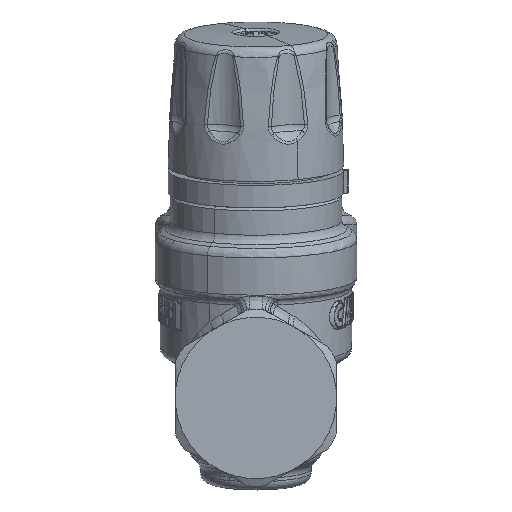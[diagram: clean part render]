
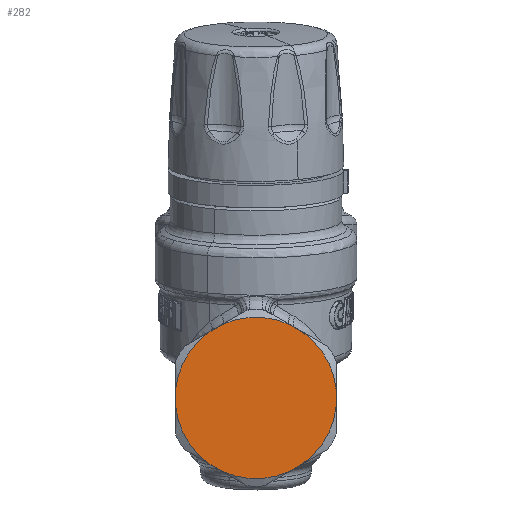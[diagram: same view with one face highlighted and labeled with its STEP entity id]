
A CAD part, front view. The second image highlights one B-rep face of the part: STEP entity #282.
In plain terms, the highlighted planar face has unit normal (0, -1, 0).
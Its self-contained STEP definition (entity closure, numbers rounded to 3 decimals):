
#179=CARTESIAN_POINT('Axis2P3D Location',(0.017,-77.611,24.887)) ;
#184=CARTESIAN_POINT('Axis2P3D Location',(0.017,-77.611,24.887)) ;
#188=CARTESIAN_POINT('Vertex',(15.942,-77.611,26.435)) ;
#190=CARTESIAN_POINT('Vertex',(9.32,-77.611,37.905)) ;
#193=CARTESIAN_POINT('Line Origine',(7.979,-77.611,38.679)) ;
#197=CARTESIAN_POINT('Vertex',(6.639,-77.611,39.452)) ;
#200=CARTESIAN_POINT('Axis2P3D Location',(0.017,-77.611,24.887)) ;
#204=CARTESIAN_POINT('Vertex',(-6.605,-77.611,39.452)) ;
#207=CARTESIAN_POINT('Line Origine',(-7.946,-77.611,38.679)) ;
#211=CARTESIAN_POINT('Vertex',(-9.286,-77.611,37.905)) ;
#214=CARTESIAN_POINT('Axis2P3D Location',(0.017,-77.611,24.887)) ;
#218=CARTESIAN_POINT('Vertex',(-15.908,-77.611,26.435)) ;
#221=CARTESIAN_POINT('Line Origine',(-15.908,-77.611,24.887)) ;
#225=CARTESIAN_POINT('Vertex',(-15.908,-77.611,23.34)) ;
#228=CARTESIAN_POINT('Axis2P3D Location',(0.017,-77.611,24.887)) ;
#232=CARTESIAN_POINT('Vertex',(-9.286,-77.611,11.869)) ;
#235=CARTESIAN_POINT('Line Origine',(-7.946,-77.611,11.096)) ;
#239=CARTESIAN_POINT('Vertex',(-6.605,-77.611,10.322)) ;
#242=CARTESIAN_POINT('Axis2P3D Location',(0.017,-77.611,24.887)) ;
#246=CARTESIAN_POINT('Vertex',(6.639,-77.611,10.322)) ;
#249=CARTESIAN_POINT('Line Origine',(7.979,-77.611,11.096)) ;
#253=CARTESIAN_POINT('Vertex',(9.32,-77.611,11.869)) ;
#256=CARTESIAN_POINT('Axis2P3D Location',(0.017,-77.611,24.887)) ;
#260=CARTESIAN_POINT('Vertex',(15.942,-77.611,23.34)) ;
#263=CARTESIAN_POINT('Line Origine',(15.942,-77.611,24.887)) ;
#180=DIRECTION('Axis2P3D Direction',(0.,1.,0.)) ;
#181=DIRECTION('Axis2P3D XDirection',(1.,-0.,0.)) ;
#185=DIRECTION('Axis2P3D Direction',(0.,1.,0.)) ;
#194=DIRECTION('Vector Direction',(0.866,0.,-0.5)) ;
#201=DIRECTION('Axis2P3D Direction',(0.,1.,0.)) ;
#208=DIRECTION('Vector Direction',(-0.866,0.,-0.5)) ;
#215=DIRECTION('Axis2P3D Direction',(0.,1.,0.)) ;
#222=DIRECTION('Vector Direction',(0.,0.,-1.)) ;
#229=DIRECTION('Axis2P3D Direction',(0.,1.,0.)) ;
#236=DIRECTION('Vector Direction',(-0.866,0.,0.5)) ;
#243=DIRECTION('Axis2P3D Direction',(0.,1.,0.)) ;
#250=DIRECTION('Vector Direction',(0.866,0.,0.5)) ;
#257=DIRECTION('Axis2P3D Direction',(0.,1.,0.)) ;
#264=DIRECTION('Vector Direction',(0.,0.,1.)) ;
#182=AXIS2_PLACEMENT_3D('Plane Axis2P3D',#179,#180,#181) ;
#186=AXIS2_PLACEMENT_3D('Circle Axis2P3D',#184,#185,$) ;
#202=AXIS2_PLACEMENT_3D('Circle Axis2P3D',#200,#201,$) ;
#216=AXIS2_PLACEMENT_3D('Circle Axis2P3D',#214,#215,$) ;
#230=AXIS2_PLACEMENT_3D('Circle Axis2P3D',#228,#229,$) ;
#244=AXIS2_PLACEMENT_3D('Circle Axis2P3D',#242,#243,$) ;
#258=AXIS2_PLACEMENT_3D('Circle Axis2P3D',#256,#257,$) ;
#269=ORIENTED_EDGE('',*,*,#192,.T.) ;
#270=ORIENTED_EDGE('',*,*,#199,.F.) ;
#271=ORIENTED_EDGE('',*,*,#206,.T.) ;
#272=ORIENTED_EDGE('',*,*,#213,.T.) ;
#273=ORIENTED_EDGE('',*,*,#220,.T.) ;
#274=ORIENTED_EDGE('',*,*,#227,.T.) ;
#275=ORIENTED_EDGE('',*,*,#234,.T.) ;
#276=ORIENTED_EDGE('',*,*,#241,.F.) ;
#277=ORIENTED_EDGE('',*,*,#248,.T.) ;
#278=ORIENTED_EDGE('',*,*,#255,.T.) ;
#279=ORIENTED_EDGE('',*,*,#262,.T.) ;
#280=ORIENTED_EDGE('',*,*,#267,.T.) ;
#195=VECTOR('Line Direction',#194,1.) ;
#209=VECTOR('Line Direction',#208,1.) ;
#223=VECTOR('Line Direction',#222,1.) ;
#237=VECTOR('Line Direction',#236,1.) ;
#251=VECTOR('Line Direction',#250,1.) ;
#265=VECTOR('Line Direction',#264,1.) ;
#282=ADVANCED_FACE('PartBody',(#281),#183,.F.) ;
#187=CIRCLE('generated circle',#186,16.) ;
#203=CIRCLE('generated circle',#202,16.) ;
#217=CIRCLE('generated circle',#216,16.) ;
#231=CIRCLE('generated circle',#230,16.) ;
#245=CIRCLE('generated circle',#244,16.) ;
#259=CIRCLE('generated circle',#258,16.) ;
#192=EDGE_CURVE('',#189,#191,#187,.F.) ;
#199=EDGE_CURVE('',#198,#191,#196,.T.) ;
#206=EDGE_CURVE('',#198,#205,#203,.F.) ;
#213=EDGE_CURVE('',#205,#212,#210,.T.) ;
#220=EDGE_CURVE('',#212,#219,#217,.F.) ;
#227=EDGE_CURVE('',#219,#226,#224,.T.) ;
#234=EDGE_CURVE('',#226,#233,#231,.F.) ;
#241=EDGE_CURVE('',#240,#233,#238,.T.) ;
#248=EDGE_CURVE('',#240,#247,#245,.F.) ;
#255=EDGE_CURVE('',#247,#254,#252,.T.) ;
#262=EDGE_CURVE('',#254,#261,#259,.F.) ;
#267=EDGE_CURVE('',#261,#189,#266,.T.) ;
#268=EDGE_LOOP('',(#269,#270,#271,#272,#273,#274,#275,#276,#277,#278,#279,#280)) ;
#281=FACE_OUTER_BOUND('',#268,.T.) ;
#196=LINE('Line',#193,#195) ;
#210=LINE('Line',#207,#209) ;
#224=LINE('Line',#221,#223) ;
#238=LINE('Line',#235,#237) ;
#252=LINE('Line',#249,#251) ;
#266=LINE('Line',#263,#265) ;
#183=PLANE('',#182) ;
#189=VERTEX_POINT('',#188) ;
#191=VERTEX_POINT('',#190) ;
#198=VERTEX_POINT('',#197) ;
#205=VERTEX_POINT('',#204) ;
#212=VERTEX_POINT('',#211) ;
#219=VERTEX_POINT('',#218) ;
#226=VERTEX_POINT('',#225) ;
#233=VERTEX_POINT('',#232) ;
#240=VERTEX_POINT('',#239) ;
#247=VERTEX_POINT('',#246) ;
#254=VERTEX_POINT('',#253) ;
#261=VERTEX_POINT('',#260) ;
